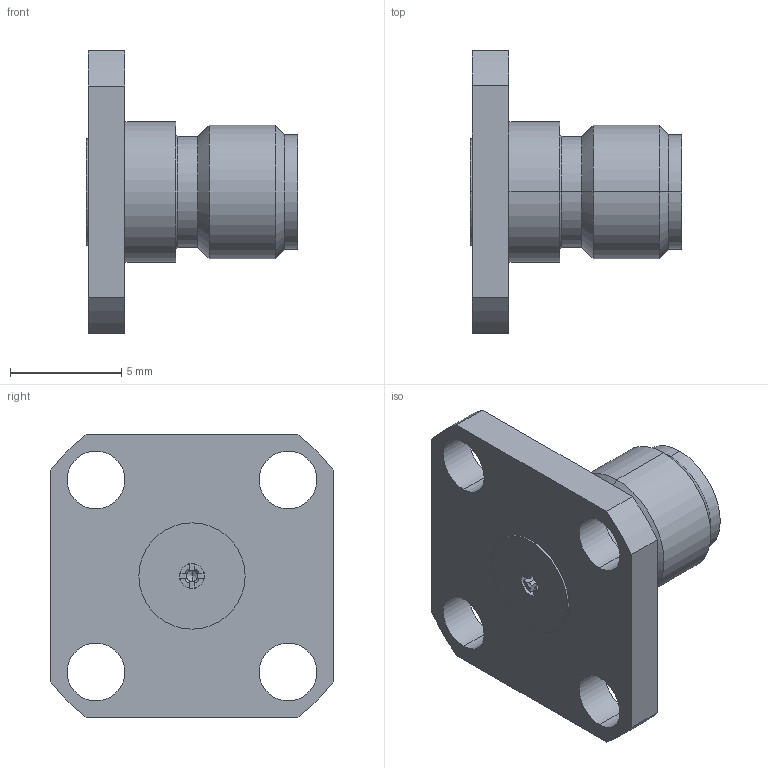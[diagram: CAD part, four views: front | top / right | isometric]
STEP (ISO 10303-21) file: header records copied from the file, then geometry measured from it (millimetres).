
FILE_DESCRIPTION (( 'STEP AP214' ), '1' );
FILE_NAME ('00.STEP', '2024-08-26T07:04:57', ( '' ), ( '' ), 'SwSTEP 2.0', 'SolidWorks 2018', '' );
FILE_SCHEMA (( 'AUTOMOTIVE_DESIGN' ));
Length unit declared in the file: millimetre
Products named in the file (2): 櫻蠉錪19^栖闉罻2; 00
Assembly tree (1 placements, depth 2):
  00
    櫻蠉錪19^栖闉罻2
Bounding box: 9.53 x 12.7 x 12.7 mm (x, y, z)
Volume: 371.2 mm3; surface area: 659.8 mm2
Topology: 1 solids, 1 shells, 94 faces, 238 edges, 152 vertices
Faces by surface type: cylinder 40, plane 38, cone 14, torus 2
Entity records: 2930 total; most frequent: DIRECTION 532, CARTESIAN_POINT 520, ORIENTED_EDGE 468, EDGE_CURVE 234, AXIS2_PLACEMENT_3D 212, VERTEX_POINT 152, CIRCLE 114, EDGE_LOOP 112
